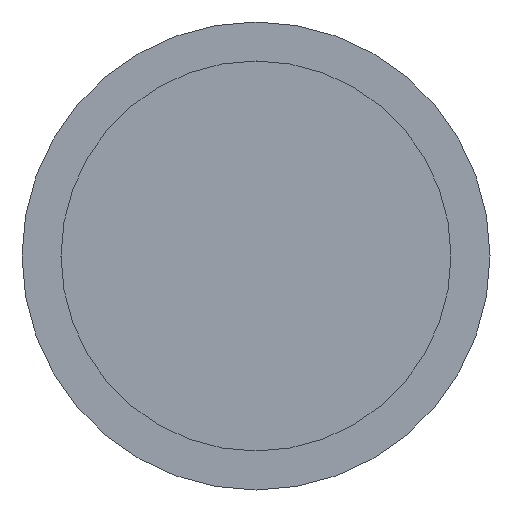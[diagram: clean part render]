
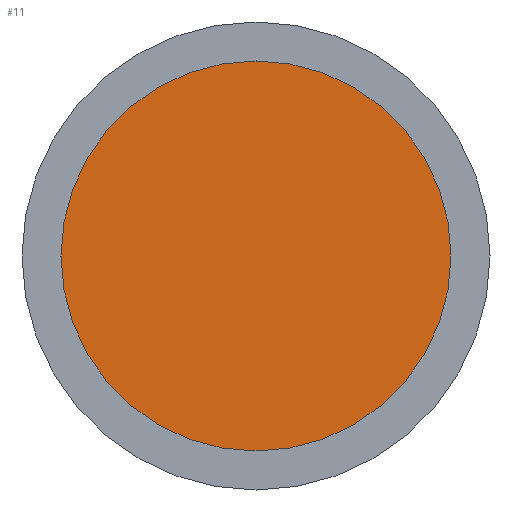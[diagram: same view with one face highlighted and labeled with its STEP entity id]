
A CAD part, left-side view. The second image highlights one B-rep face of the part: STEP entity #11.
In plain terms, the highlighted planar face has unit normal (-1, 0, 0).
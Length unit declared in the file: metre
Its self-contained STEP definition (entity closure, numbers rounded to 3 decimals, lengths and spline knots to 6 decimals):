
#2 = FACE_OUTER_BOUND ( 'NONE', #169, .T. ) ;
#8 = CARTESIAN_POINT ( 'NONE',  ( -0.13, 0., -0.05 ) ) ;
#11 = ADVANCED_FACE ( 'NONE', ( #2 ), #47, .T. ) ;
#19 = DIRECTION ( 'NONE',  ( -1., 0., 0. ) ) ;
#26 = DIRECTION ( 'NONE',  ( 0., 0., 1. ) ) ;
#30 = VERTEX_POINT ( 'NONE', #276 ) ;
#35 = AXIS2_PLACEMENT_3D ( 'NONE', #166, #43, #26 ) ;
#38 = CIRCLE ( 'NONE', #143, 0.05 ) ;
#43 = DIRECTION ( 'NONE',  ( -1., 0., 0. ) ) ;
#47 = PLANE ( 'NONE',  #35 ) ;
#100 = CARTESIAN_POINT ( 'NONE',  ( -0.13, 0., 0. ) ) ;
#137 = ORIENTED_EDGE ( 'NONE', *, *, #248, .T. ) ;
#143 = AXIS2_PLACEMENT_3D ( 'NONE', #100, #202, #199 ) ;
#150 = CARTESIAN_POINT ( 'NONE',  ( -0.13, 0., 0. ) ) ;
#166 = CARTESIAN_POINT ( 'NONE',  ( -0.13, 0., 0. ) ) ;
#169 = EDGE_LOOP ( 'NONE', ( #137, #295 ) ) ;
#181 = AXIS2_PLACEMENT_3D ( 'NONE', #150, #19, #242 ) ;
#199 = DIRECTION ( 'NONE',  ( 0., 0., 1. ) ) ;
#202 = DIRECTION ( 'NONE',  ( -1., 0., 0. ) ) ;
#220 = EDGE_CURVE ( 'NONE', #233, #30, #38, .T. ) ;
#233 = VERTEX_POINT ( 'NONE', #8 ) ;
#234 = CIRCLE ( 'NONE', #181, 0.05 ) ;
#242 = DIRECTION ( 'NONE',  ( 0., 0., 1. ) ) ;
#248 = EDGE_CURVE ( 'NONE', #30, #233, #234, .T. ) ;
#276 = CARTESIAN_POINT ( 'NONE',  ( -0.13, 0., 0.05 ) ) ;
#295 = ORIENTED_EDGE ( 'NONE', *, *, #220, .T. ) ;
